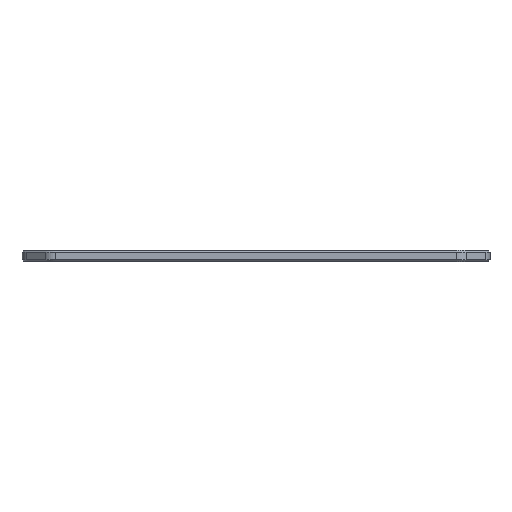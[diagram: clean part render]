
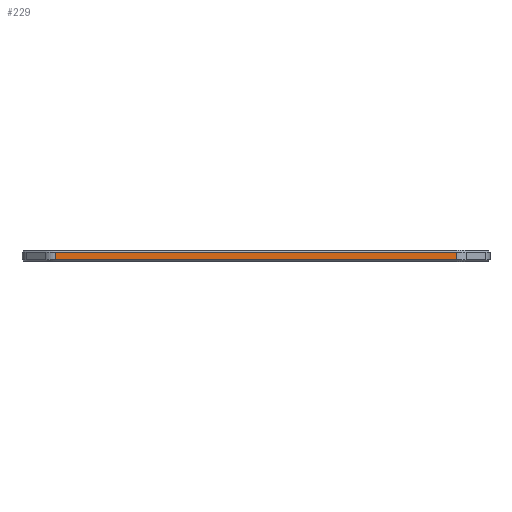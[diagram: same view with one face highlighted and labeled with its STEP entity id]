
A CAD part, front view. The second image highlights one B-rep face of the part: STEP entity #229.
In plain terms, the highlighted planar face has unit normal (0, -1, 0).
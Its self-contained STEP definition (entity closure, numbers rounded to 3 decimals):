
#229=ADVANCED_FACE('',(#970),#972,.T.);
#970=FACE_BOUND('',#971,.T.);
#971=EDGE_LOOP('',(#5021,#5022,#5023,#5024));
#972=PLANE('',#973);
#973=AXIS2_PLACEMENT_3D('',#974,#975,#976);
#974=CARTESIAN_POINT('',(0.,-90.,-2.));
#975=DIRECTION('',(0.,-1.,0.));
#976=DIRECTION('',(1.,0.,0.));
#5021=ORIENTED_EDGE('',*,*,#7643,.T.);
#5022=ORIENTED_EDGE('',*,*,#7644,.T.);
#5023=ORIENTED_EDGE('',*,*,#7645,.F.);
#5024=ORIENTED_EDGE('',*,*,#7646,.F.);
#7643=EDGE_CURVE('',#9573,#9574,#9575,.T.);
#7644=EDGE_CURVE('',#9574,#9576,#9577,.T.);
#7645=EDGE_CURVE('',#9578,#9576,#9579,.T.);
#7646=EDGE_CURVE('',#9573,#9578,#9580,.T.);
#9573=VERTEX_POINT('',#13201);
#9574=VERTEX_POINT('',#13202);
#9575=LINE('',#13203,#13204);
#9576=VERTEX_POINT('',#13206);
#9577=LINE('',#13207,#13208);
#9578=VERTEX_POINT('',#13210);
#9579=LINE('',#13211,#13212);
#9580=LINE('',#13214,#13215);
#13201=CARTESIAN_POINT('',(72.835,-90.,-1.4));
#13202=CARTESIAN_POINT('',(72.835,-90.,1.4));
#13203=CARTESIAN_POINT('',(72.835,-90.,-1.4));
#13204=VECTOR('',#13205,1.);
#13205=DIRECTION('',(0.,0.,1.));
#13206=CARTESIAN_POINT('',(-72.835,-90.,1.4));
#13207=CARTESIAN_POINT('',(72.835,-90.,1.4));
#13208=VECTOR('',#13209,1.);
#13209=DIRECTION('',(-1.,0.,0.));
#13210=CARTESIAN_POINT('',(-72.835,-90.,-1.4));
#13211=CARTESIAN_POINT('',(-72.835,-90.,-1.4));
#13212=VECTOR('',#13213,1.);
#13213=DIRECTION('',(0.,0.,1.));
#13214=CARTESIAN_POINT('',(72.835,-90.,-1.4));
#13215=VECTOR('',#13216,1.);
#13216=DIRECTION('',(-1.,0.,0.));
